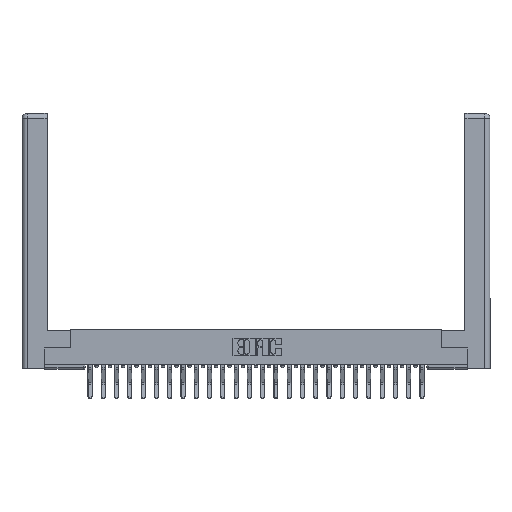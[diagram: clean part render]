
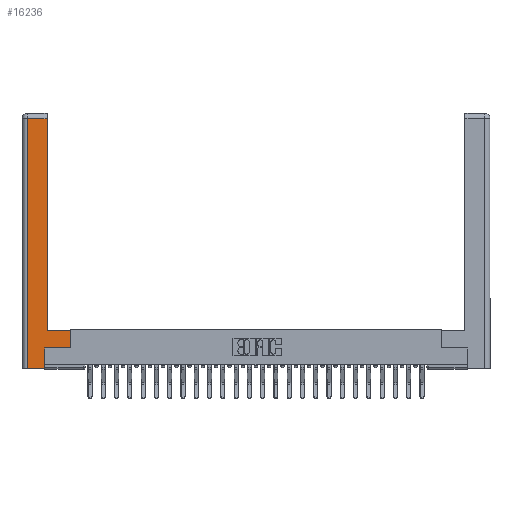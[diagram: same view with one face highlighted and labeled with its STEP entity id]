
A CAD part, top view. The second image highlights one B-rep face of the part: STEP entity #16236.
In plain terms, the highlighted planar face has unit normal (0, 0, 1).
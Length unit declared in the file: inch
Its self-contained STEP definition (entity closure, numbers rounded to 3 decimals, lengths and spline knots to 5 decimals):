
#114 = DIRECTION ( 'NONE',  ( -1., 0., 0. ) ) ;
#1427 = VECTOR ( 'NONE', #13629, 39.37008 ) ;
#1642 = VECTOR ( 'NONE', #8680, 39.37008 ) ;
#1658 = ORIENTED_EDGE ( 'NONE', *, *, #16228, .T. ) ;
#1673 = DIRECTION ( 'NONE',  ( 1., 0., 0. ) ) ;
#1870 = CARTESIAN_POINT ( 'NONE',  ( 0.295, 0.45, 0. ) ) ;
#1899 = CARTESIAN_POINT ( 'NONE',  ( 0.295, 0.45, 0. ) ) ;
#2281 = VECTOR ( 'NONE', #21786, 39.37008 ) ;
#2551 = DIRECTION ( 'NONE',  ( 0., 0., -1. ) ) ;
#2562 = CARTESIAN_POINT ( 'NONE',  ( 0.565, 0.45, 0. ) ) ;
#2915 = DIRECTION ( 'NONE',  ( -1., 0., 0. ) ) ;
#3928 = LINE ( 'NONE', #1870, #26518 ) ;
#4699 = VERTEX_POINT ( 'NONE', #18634 ) ;
#4832 = ORIENTED_EDGE ( 'NONE', *, *, #26013, .T. ) ;
#4941 = CARTESIAN_POINT ( 'NONE',  ( 0.565, 0.45, 0. ) ) ;
#5059 = PLANE ( 'NONE',  #22883 ) ;
#5720 = DIRECTION ( 'NONE',  ( 0., -1., 0. ) ) ;
#6065 = EDGE_CURVE ( 'NONE', #6422, #8107, #17608, .T. ) ;
#6422 = VERTEX_POINT ( 'NONE', #22373 ) ;
#6918 = VECTOR ( 'NONE', #114, 39.37008 ) ;
#7135 = LINE ( 'NONE', #4941, #1427 ) ;
#7702 = LINE ( 'NONE', #21735, #1642 ) ;
#8009 = CARTESIAN_POINT ( 'NONE',  ( 0.0615, 0., 0. ) ) ;
#8080 = CARTESIAN_POINT ( 'NONE',  ( 0.295, 2.94, 0. ) ) ;
#8107 = VERTEX_POINT ( 'NONE', #8629 ) ;
#8547 = CARTESIAN_POINT ( 'NONE',  ( 0.0615, 2.94, 0. ) ) ;
#8629 = CARTESIAN_POINT ( 'NONE',  ( 0.565, 0.245, 0. ) ) ;
#8680 = DIRECTION ( 'NONE',  ( 0., 1., 0. ) ) ;
#9131 = ORIENTED_EDGE ( 'NONE', *, *, #10739, .T. ) ;
#10739 = EDGE_CURVE ( 'NONE', #4699, #22572, #11631, .T. ) ;
#10947 = ORIENTED_EDGE ( 'NONE', *, *, #17935, .T. ) ;
#11545 = ORIENTED_EDGE ( 'NONE', *, *, #19775, .T. ) ;
#11631 = LINE ( 'NONE', #8009, #17701 ) ;
#11896 = VECTOR ( 'NONE', #1673, 39.37008 ) ;
#12077 = FACE_OUTER_BOUND ( 'NONE', #22510, .T. ) ;
#12170 = ORIENTED_EDGE ( 'NONE', *, *, #6065, .T. ) ;
#12403 = CARTESIAN_POINT ( 'NONE',  ( 0.265, 0.245, 0. ) ) ;
#12588 = DIRECTION ( 'NONE',  ( 0., 1., 0. ) ) ;
#12640 = VERTEX_POINT ( 'NONE', #1899 ) ;
#13176 = EDGE_CURVE ( 'NONE', #14581, #6422, #22229, .T. ) ;
#13629 = DIRECTION ( 'NONE',  ( 0., 1., 0. ) ) ;
#13788 = ORIENTED_EDGE ( 'NONE', *, *, #13176, .T. ) ;
#14581 = VERTEX_POINT ( 'NONE', #20107 ) ;
#14854 = VECTOR ( 'NONE', #12588, 39.37008 ) ;
#16228 = EDGE_CURVE ( 'NONE', #12640, #24394, #7702, .T. ) ;
#16236 = ADVANCED_FACE ( 'NONE', ( #12077 ), #5059, .F. ) ;
#17608 = LINE ( 'NONE', #19051, #11896 ) ;
#17701 = VECTOR ( 'NONE', #5720, 39.37008 ) ;
#17935 = EDGE_CURVE ( 'NONE', #24394, #4699, #22067, .T. ) ;
#18634 = CARTESIAN_POINT ( 'NONE',  ( 0.0615, 2.94, 0. ) ) ;
#18876 = VERTEX_POINT ( 'NONE', #2562 ) ;
#19051 = CARTESIAN_POINT ( 'NONE',  ( 0.565, 0.245, 0. ) ) ;
#19672 = ORIENTED_EDGE ( 'NONE', *, *, #25793, .T. ) ;
#19775 = EDGE_CURVE ( 'NONE', #8107, #18876, #7135, .T. ) ;
#20107 = CARTESIAN_POINT ( 'NONE',  ( 0.265, 0., 0. ) ) ;
#20771 = CARTESIAN_POINT ( 'NONE',  ( 0.0615, 0., 0. ) ) ;
#21608 = CARTESIAN_POINT ( 'NONE',  ( 0.265, 0., 0. ) ) ;
#21735 = CARTESIAN_POINT ( 'NONE',  ( 0.295, 3., 0. ) ) ;
#21786 = DIRECTION ( 'NONE',  ( 1., 0., 0. ) ) ;
#22067 = LINE ( 'NONE', #8547, #6918 ) ;
#22229 = LINE ( 'NONE', #12403, #14854 ) ;
#22373 = CARTESIAN_POINT ( 'NONE',  ( 0.265, 0.245, 0. ) ) ;
#22510 = EDGE_LOOP ( 'NONE', ( #1658, #10947, #9131, #4832, #13788, #12170, #11545, #19672 ) ) ;
#22572 = VERTEX_POINT ( 'NONE', #20771 ) ;
#22883 = AXIS2_PLACEMENT_3D ( 'NONE', #26285, #2551, #2915 ) ;
#24394 = VERTEX_POINT ( 'NONE', #8080 ) ;
#25162 = LINE ( 'NONE', #21608, #2281 ) ;
#25682 = DIRECTION ( 'NONE',  ( -1., 0., 0. ) ) ;
#25793 = EDGE_CURVE ( 'NONE', #18876, #12640, #3928, .T. ) ;
#26013 = EDGE_CURVE ( 'NONE', #22572, #14581, #25162, .T. ) ;
#26285 = CARTESIAN_POINT ( 'NONE',  ( 0., 0., 0. ) ) ;
#26518 = VECTOR ( 'NONE', #25682, 39.37008 ) ;
